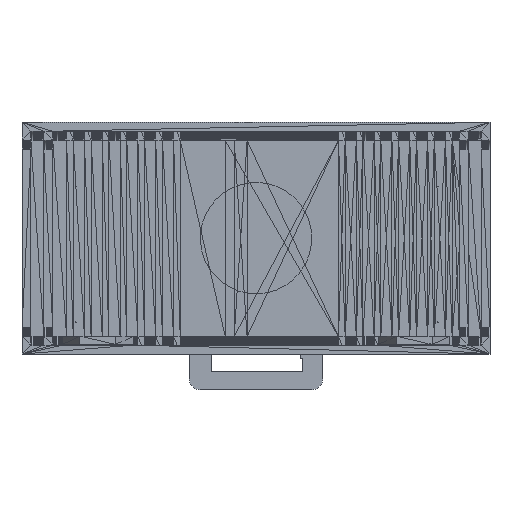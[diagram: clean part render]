
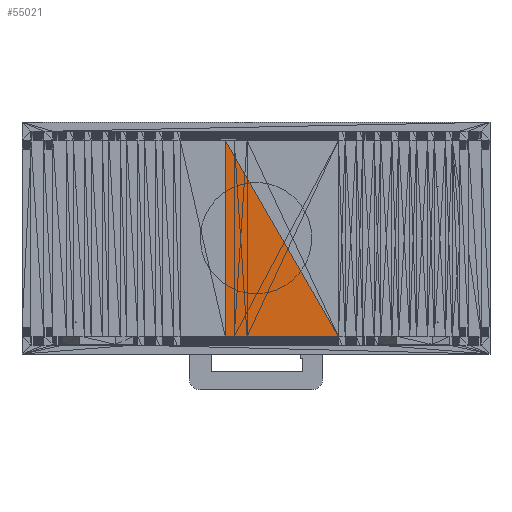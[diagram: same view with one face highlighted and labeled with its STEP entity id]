
A CAD part, front view. The second image highlights one B-rep face of the part: STEP entity #55021.
In plain terms, the highlighted planar face has unit normal (0, -1, 0).
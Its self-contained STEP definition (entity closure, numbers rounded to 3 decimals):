
#3560=FACE_OUTER_BOUND('',#8271,.T.);
#8271=EDGE_LOOP('',(#43190,#43191,#43192));
#14755=LINE('',#88053,#21700);
#14759=LINE('',#88061,#21704);
#14760=LINE('',#88062,#21705);
#21700=VECTOR('',#73327,10.);
#21704=VECTOR('',#73337,10.);
#21705=VECTOR('',#73338,10.);
#24878=VERTEX_POINT('',#86159);
#25195=VERTEX_POINT('',#88052);
#25196=VERTEX_POINT('',#88060);
#30931=EDGE_CURVE('',#25195,#24878,#14755,.T.);
#30935=EDGE_CURVE('',#25196,#25195,#14759,.T.);
#30936=EDGE_CURVE('',#25196,#24878,#14760,.T.);
#43190=ORIENTED_EDGE('',*,*,#30931,.F.);
#43191=ORIENTED_EDGE('',*,*,#30935,.F.);
#43192=ORIENTED_EDGE('',*,*,#30936,.T.);
#50311=PLANE('',#59773);
#55021=ADVANCED_FACE('',(#3560),#50311,.T.);
#59773=AXIS2_PLACEMENT_3D('',#88059,#73335,#73336);
#73327=DIRECTION('',(0.5,0.,-0.866));
#73335=DIRECTION('center_axis',(0.,-1.,0.));
#73336=DIRECTION('ref_axis',(0.,0.,-1.));
#73337=DIRECTION('',(0.,0.,1.));
#73338=DIRECTION('',(1.,0.,0.));
#86159=CARTESIAN_POINT('',(71.,11.28,-21.172));
#88052=CARTESIAN_POINT('',(45.598,11.28,22.828));
#88053=CARTESIAN_POINT('',(45.598,11.28,22.828));
#88059=CARTESIAN_POINT('Origin',(45.598,11.28,-21.172));
#88060=CARTESIAN_POINT('',(45.598,11.28,-21.172));
#88061=CARTESIAN_POINT('',(45.598,11.28,-21.172));
#88062=CARTESIAN_POINT('',(45.598,11.28,-21.172));
